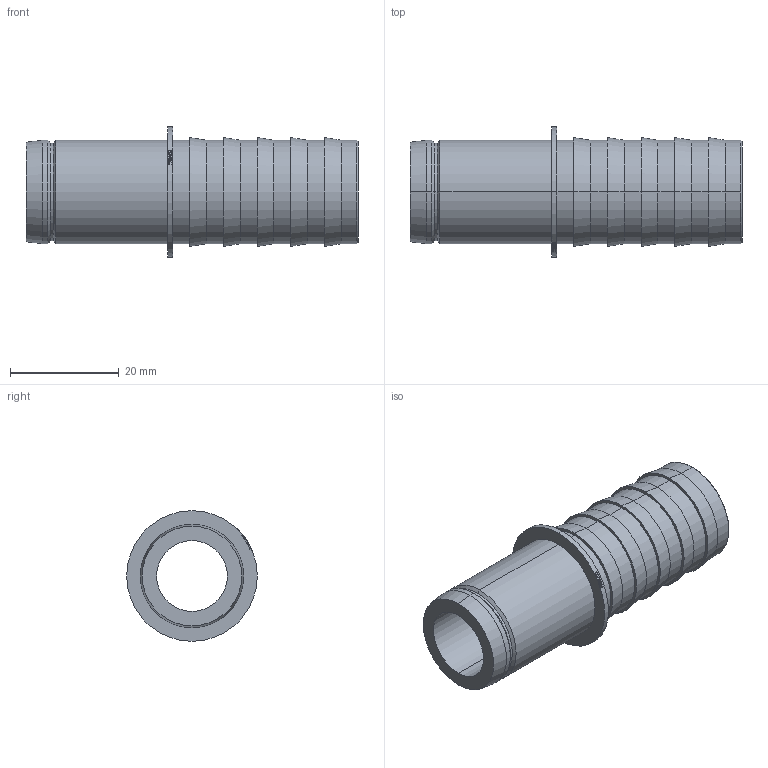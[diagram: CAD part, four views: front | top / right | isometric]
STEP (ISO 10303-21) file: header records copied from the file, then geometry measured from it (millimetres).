
FILE_DESCRIPTION (( 'STEP AP203' ), '1' );
FILE_NAME ('db1c.STEP', '2022-09-21T17:27:05', ( '' ), ( '' ), 'SwSTEP 2.0', 'SolidWorks 2019', '' );
FILE_SCHEMA (( 'CONFIG_CONTROL_DESIGN' ));
Length unit declared in the file: millimetre
Products named in the file (1): db1c
Bounding box: 61 x 24 x 24 mm (x, y, z)
Volume: 9540.1 mm3; surface area: 6971 mm2
Topology: 1 solids, 1 shells, 130 faces, 314 edges, 202 vertices
Faces by surface type: bspline 61, cylinder 31, plane 20, cone 18
Entity records: 6081 total; most frequent: CARTESIAN_POINT 3522, ORIENTED_EDGE 628, EDGE_CURVE 314, DIRECTION 296, B_SPLINE_CURVE_WITH_KNOTS 216, VERTEX_POINT 202, EDGE_LOOP 148, ADVANCED_FACE 130
